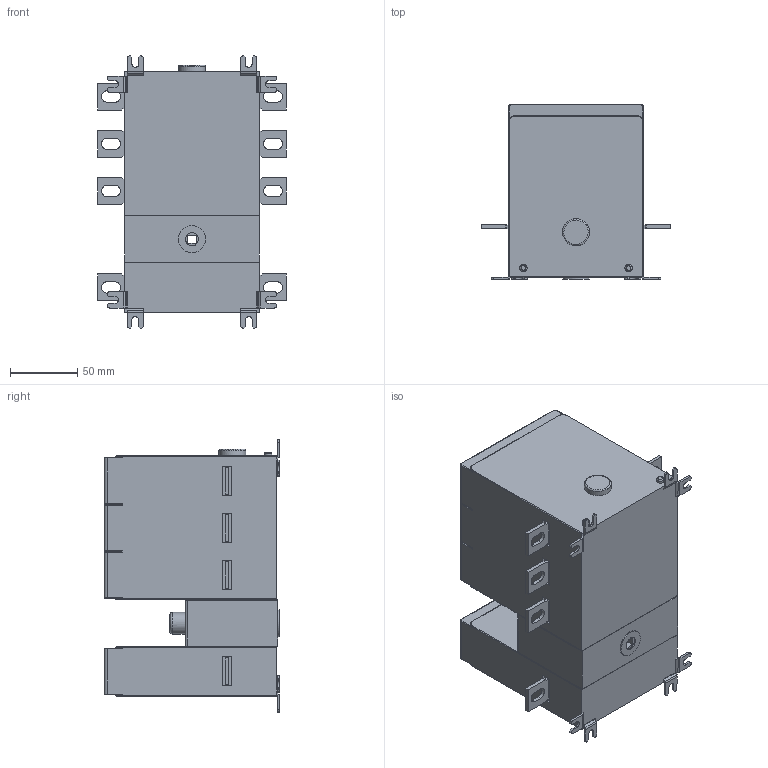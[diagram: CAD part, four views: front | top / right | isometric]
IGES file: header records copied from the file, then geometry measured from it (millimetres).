
Global section: file name: OS160GD(F)13_Palikka.igs; preprocessor: I-DEAS 3D IGES Translator 11; date: 20090327.081715; units: millimetre
Bounding box: 140.01 x 129.98 x 202.01 mm (x, y, z)
Volume: 2073175.8 mm3; surface area: 130421 mm2
Topology: 1 solids, 1 shells, 436 faces, 1184 edges, 800 vertices
Faces by surface type: bspline 436
